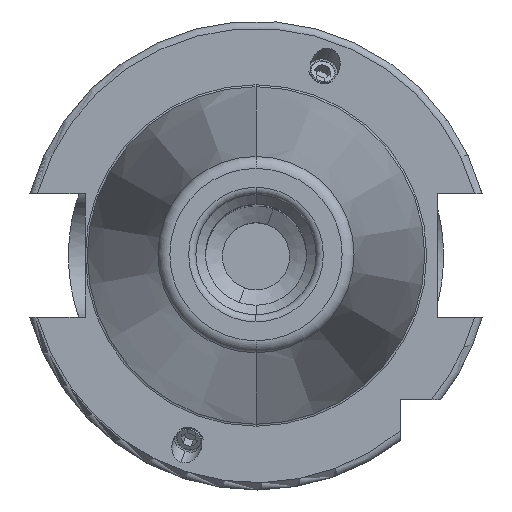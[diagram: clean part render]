
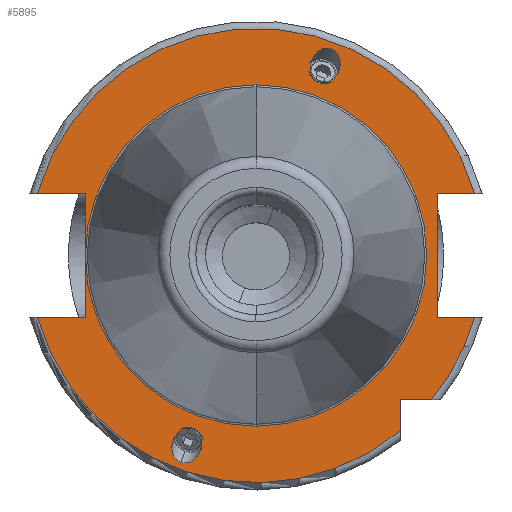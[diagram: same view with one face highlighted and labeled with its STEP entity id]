
A CAD part, top view. The second image highlights one B-rep face of the part: STEP entity #5895.
In plain terms, the highlighted planar face has unit normal (0, 0, 1).
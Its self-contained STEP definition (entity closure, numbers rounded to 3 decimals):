
#1169=CARTESIAN_POINT('',(0,0,15.9));
#1170=DIRECTION('',(0,0,-1));
#1171=DIRECTION('',(0,1,0));
#1172=AXIS2_PLACEMENT_3D('',#1169,#1170,#1171);
#1174=CARTESIAN_POINT('',(0,0,15.9));
#1175=DIRECTION('',(0,0,1));
#1176=DIRECTION('',(0,1,0));
#1177=AXIS2_PLACEMENT_3D('',#1174,#1175,#1176);
#1189=CARTESIAN_POINT('',(0,0,15.9));
#1190=DIRECTION('',(0,0,1));
#1191=DIRECTION('',(-1,0,0));
#1192=AXIS2_PLACEMENT_3D('',#1189,#1190,#1191);
#1194=DIRECTION('',(1,0,0));
#1195=VECTOR('',#1194,9.969);
#1196=CARTESIAN_POINT('',(-45.469,-12.85,15.9));
#1197=LINE('',#1196,#1195);
#1198=DIRECTION('',(0.,1,0));
#1199=VECTOR('',#1198,12.85);
#1200=CARTESIAN_POINT('',(-35.5,-12.85,15.9));
#1201=LINE('',#1200,#1199);
#1202=DIRECTION('',(0.,1,0));
#1203=VECTOR('',#1202,12.85);
#1204=CARTESIAN_POINT('',(-35.5,0,15.9));
#1205=LINE('',#1204,#1203);
#1206=DIRECTION('',(1,0,0));
#1207=VECTOR('',#1206,9.969);
#1208=CARTESIAN_POINT('',(-45.469,12.85,15.9));
#1209=LINE('',#1208,#1207);
#1210=DIRECTION('',(-1,0,0));
#1211=VECTOR('',#1210,7.769);
#1212=CARTESIAN_POINT('',(45.469,12.85,15.9));
#1213=LINE('',#1212,#1211);
#1214=DIRECTION('',(0,-1,0));
#1215=VECTOR('',#1214,25.7);
#1216=CARTESIAN_POINT('',(37.7,12.85,15.9));
#1217=LINE('',#1216,#1215);
#1218=DIRECTION('',(-1,0,0));
#1219=VECTOR('',#1218,7.769);
#1220=CARTESIAN_POINT('',(45.469,-12.85,15.9));
#1221=LINE('',#1220,#1219);
#1222=CARTESIAN_POINT('',(0,0,15.9));
#1223=DIRECTION('',(0,0,1));
#1224=DIRECTION('',(0.773,-0.635,0));
#1225=AXIS2_PLACEMENT_3D('',#1222,#1223,#1224);
#1227=DIRECTION('',(-1,0,0));
#1228=VECTOR('',#1227,6.504);
#1229=CARTESIAN_POINT('',(36.504,-30,15.9));
#1230=LINE('',#1229,#1228);
#1231=DIRECTION('',(0,1,0));
#1232=VECTOR('',#1231,6.504);
#1233=CARTESIAN_POINT('',(30,-36.504,15.9));
#1234=LINE('',#1233,#1232);
#1235=CARTESIAN_POINT('',(15.638,42.966,15.9));
#1236=CARTESIAN_POINT('',(15.301,43.089,15.9));
#1237=CARTESIAN_POINT('',(14.517,43.205,15.9));
#1238=CARTESIAN_POINT('',(13.205,42.774,15.9));
#1239=CARTESIAN_POINT('',(12.281,41.938,15.9));
#1240=CARTESIAN_POINT('',(11.759,41.131,15.9));
#1241=CARTESIAN_POINT('',(11.484,40.516,15.9));
#1242=CARTESIAN_POINT('',(11.299,39.867,15.9));
#1243=CARTESIAN_POINT('',(11.18,38.913,15.9));
#1244=CARTESIAN_POINT('',(11.35,37.679,15.9));
#1245=CARTESIAN_POINT('',(12.078,36.506,15.9));
#1246=CARTESIAN_POINT('',(12.754,36.091,15.9));
#1247=CARTESIAN_POINT('',(13.091,35.968,15.9));
#1249=CARTESIAN_POINT('',(13.091,35.968,15.9));
#1250=CARTESIAN_POINT('',(13.429,35.845,15.9));
#1251=CARTESIAN_POINT('',(14.213,35.729,15.9));
#1252=CARTESIAN_POINT('',(15.525,36.16,15.9));
#1253=CARTESIAN_POINT('',(16.448,36.996,15.9));
#1254=CARTESIAN_POINT('',(16.971,37.803,15.9));
#1255=CARTESIAN_POINT('',(17.246,38.418,15.9));
#1256=CARTESIAN_POINT('',(17.431,39.067,15.9));
#1257=CARTESIAN_POINT('',(17.549,40.021,15.9));
#1258=CARTESIAN_POINT('',(17.379,41.255,15.9));
#1259=CARTESIAN_POINT('',(16.651,42.428,15.9));
#1260=CARTESIAN_POINT('',(15.976,42.843,15.9));
#1261=CARTESIAN_POINT('',(15.638,42.966,15.9));
#1263=CARTESIAN_POINT('',(-15.638,-42.966,15.9));
#1264=CARTESIAN_POINT('',(-15.976,-42.843,15.9));
#1265=CARTESIAN_POINT('',(-16.651,-42.428,15.9));
#1266=CARTESIAN_POINT('',(-17.379,-41.255,15.9));
#1267=CARTESIAN_POINT('',(-17.549,-40.021,15.9));
#1268=CARTESIAN_POINT('',(-17.431,-39.067,15.9));
#1269=CARTESIAN_POINT('',(-17.246,-38.418,15.9));
#1270=CARTESIAN_POINT('',(-16.971,-37.803,15.9));
#1271=CARTESIAN_POINT('',(-16.448,-36.996,15.9));
#1272=CARTESIAN_POINT('',(-15.525,-36.16,15.9));
#1273=CARTESIAN_POINT('',(-14.213,-35.729,15.9));
#1274=CARTESIAN_POINT('',(-13.429,-35.845,15.9));
#1275=CARTESIAN_POINT('',(-13.091,-35.968,15.9));
#1277=CARTESIAN_POINT('',(-13.091,-35.968,15.9));
#1278=CARTESIAN_POINT('',(-12.754,-36.091,15.9));
#1279=CARTESIAN_POINT('',(-12.078,-36.506,15.9));
#1280=CARTESIAN_POINT('',(-11.35,-37.679,15.9));
#1281=CARTESIAN_POINT('',(-11.18,-38.913,15.9));
#1282=CARTESIAN_POINT('',(-11.299,-39.867,15.9));
#1283=CARTESIAN_POINT('',(-11.484,-40.516,15.9));
#1284=CARTESIAN_POINT('',(-11.759,-41.131,15.9));
#1285=CARTESIAN_POINT('',(-12.281,-41.938,15.9));
#1286=CARTESIAN_POINT('',(-13.205,-42.774,15.9));
#1287=CARTESIAN_POINT('',(-14.517,-43.205,15.9));
#1288=CARTESIAN_POINT('',(-15.301,-43.089,15.9));
#1289=CARTESIAN_POINT('',(-15.638,-42.966,15.9));
#1833=CARTESIAN_POINT('',(0,0,15.9));
#1834=DIRECTION('',(0,0,1));
#1835=DIRECTION('',(0.962,0.272,0));
#1836=AXIS2_PLACEMENT_3D('',#1833,#1834,#1835);
#1884=CARTESIAN_POINT('',(0,0,15.9));
#1885=DIRECTION('',(0,0,1));
#1886=DIRECTION('',(-0.962,-0.272,0));
#1887=AXIS2_PLACEMENT_3D('',#1884,#1885,#1886);
#3884=CARTESIAN_POINT('',(0,35.5,15.9));
#3886=VERTEX_POINT('',#3884);
#3906=CARTESIAN_POINT('',(0,-35.5,15.9));
#3908=VERTEX_POINT('',#3906);
#4046=CARTESIAN_POINT('',(-45.469,-12.85,15.9));
#4047=CARTESIAN_POINT('',(-35.5,-12.85,15.9));
#4048=VERTEX_POINT('',#4046);
#4049=VERTEX_POINT('',#4047);
#4050=CARTESIAN_POINT('',(-35.5,0,15.9));
#4051=VERTEX_POINT('',#4050);
#4052=CARTESIAN_POINT('',(-35.5,12.85,15.9));
#4053=VERTEX_POINT('',#4052);
#4054=CARTESIAN_POINT('',(-45.469,12.85,15.9));
#4055=VERTEX_POINT('',#4054);
#4056=CARTESIAN_POINT('',(37.7,12.85,15.9));
#4057=CARTESIAN_POINT('',(37.7,-12.85,15.9));
#4058=VERTEX_POINT('',#4056);
#4059=VERTEX_POINT('',#4057);
#4060=CARTESIAN_POINT('',(45.469,-12.85,15.9));
#4061=VERTEX_POINT('',#4060);
#4062=CARTESIAN_POINT('',(45.469,12.85,15.9));
#4063=VERTEX_POINT('',#4062);
#4064=CARTESIAN_POINT('',(30,-36.504,15.9));
#4065=CARTESIAN_POINT('',(30,-30,15.9));
#4066=VERTEX_POINT('',#4064);
#4067=VERTEX_POINT('',#4065);
#4068=CARTESIAN_POINT('',(36.504,-30,15.9));
#4069=VERTEX_POINT('',#4068);
#4116=VERTEX_POINT('',#1235);
#4117=VERTEX_POINT('',#1247);
#4157=CARTESIAN_POINT('',(-15.638,-42.966,15.9));
#4159=VERTEX_POINT('',#4157);
#4160=CARTESIAN_POINT('',(-13.091,-35.968,15.9));
#4161=VERTEX_POINT('',#4160);
#5849=CARTESIAN_POINT('',(0,0,15.9));
#5850=DIRECTION('',(0,0,-1));
#5851=DIRECTION('',(0,-1,0));
#5852=AXIS2_PLACEMENT_3D('',#5849,#5850,#5851);
#5853=PLANE('',#5852);
#5855=ORIENTED_EDGE('',*,*,#5854,.T.);
#5857=ORIENTED_EDGE('',*,*,#5856,.T.);
#5858=ORIENTED_EDGE('',*,*,#5844,.T.);
#5859=ORIENTED_EDGE('',*,*,#5826,.F.);
#5860=ORIENTED_EDGE('',*,*,#5839,.T.);
#5862=ORIENTED_EDGE('',*,*,#5861,.T.);
#5864=ORIENTED_EDGE('',*,*,#5863,.F.);
#5866=ORIENTED_EDGE('',*,*,#5865,.F.);
#5868=ORIENTED_EDGE('',*,*,#5867,.T.);
#5870=ORIENTED_EDGE('',*,*,#5869,.T.);
#5872=ORIENTED_EDGE('',*,*,#5871,.F.);
#5874=ORIENTED_EDGE('',*,*,#5873,.F.);
#5876=ORIENTED_EDGE('',*,*,#5875,.T.);
#5878=ORIENTED_EDGE('',*,*,#5877,.F.);
#5880=ORIENTED_EDGE('',*,*,#5879,.F.);
#5881=EDGE_LOOP('',(#5855,#5857,#5858,#5859,#5860,#5862,#5864,#5866,#5868,#5870,
#5872,#5874,#5876,#5878,#5880));
#5882=FACE_OUTER_BOUND('',#5881,.F.);
#5884=ORIENTED_EDGE('',*,*,#5883,.T.);
#5886=ORIENTED_EDGE('',*,*,#5885,.T.);
#5887=EDGE_LOOP('',(#5884,#5886));
#5888=FACE_BOUND('',#5887,.F.);
#5890=ORIENTED_EDGE('',*,*,#5889,.F.);
#5892=ORIENTED_EDGE('',*,*,#5891,.F.);
#5893=EDGE_LOOP('',(#5890,#5892));
#5894=FACE_BOUND('',#5893,.F.);
#5895=ADVANCED_FACE('',(#5882,#5888,#5894),#5853,.F.);
#1173=CIRCLE('',#1172,35.5);
#1178=CIRCLE('',#1177,35.5);
#1193=CIRCLE('',#1192,35.5);
#1226=CIRCLE('',#1225,47.25);
#1248=B_SPLINE_CURVE_WITH_KNOTS('',3,(#1235,#1236,#1237,#1238,#1239,#1240,#1241,
#1242,#1243,#1244,#1245,#1246,#1247),.UNSPECIFIED.,.F.,.F.,(4,1,1,1,1,1,1,1,1,1,
4),(0,0.125,0.25,0.375,0.438,0.5,0.563,0.625,0.75,0.875,
1.0),.UNSPECIFIED.);
#1262=B_SPLINE_CURVE_WITH_KNOTS('',3,(#1249,#1250,#1251,#1252,#1253,#1254,#1255,
#1256,#1257,#1258,#1259,#1260,#1261),.UNSPECIFIED.,.F.,.F.,(4,1,1,1,1,1,1,1,1,1,
4),(0,0.125,0.25,0.375,0.438,0.5,0.563,0.625,0.75,0.875,
1.0),.UNSPECIFIED.);
#1276=B_SPLINE_CURVE_WITH_KNOTS('',3,(#1263,#1264,#1265,#1266,#1267,#1268,#1269,
#1270,#1271,#1272,#1273,#1274,#1275),.UNSPECIFIED.,.F.,.F.,(4,1,1,1,1,1,1,1,1,1,
4),(0,0.125,0.25,0.375,0.438,0.5,0.563,0.625,0.75,0.875,
1.0),.UNSPECIFIED.);
#1290=B_SPLINE_CURVE_WITH_KNOTS('',3,(#1277,#1278,#1279,#1280,#1281,#1282,#1283,
#1284,#1285,#1286,#1287,#1288,#1289),.UNSPECIFIED.,.F.,.F.,(4,1,1,1,1,1,1,1,1,1,
4),(0,0.125,0.25,0.375,0.438,0.5,0.563,0.625,0.75,0.875,
1.0),.UNSPECIFIED.);
#1837=CIRCLE('',#1836,47.25);
#1888=CIRCLE('',#1887,47.25);
#5826=EDGE_CURVE('',#3886,#3908,#1173,.T.);
#5839=EDGE_CURVE('',#3886,#4051,#1178,.T.);
#5844=EDGE_CURVE('',#4051,#3908,#1193,.T.);
#5854=EDGE_CURVE('',#4048,#4049,#1197,.T.);
#5856=EDGE_CURVE('',#4049,#4051,#1201,.T.);
#5861=EDGE_CURVE('',#4051,#4053,#1205,.T.);
#5863=EDGE_CURVE('',#4055,#4053,#1209,.T.);
#5865=EDGE_CURVE('',#4063,#4055,#1837,.T.);
#5867=EDGE_CURVE('',#4063,#4058,#1213,.T.);
#5869=EDGE_CURVE('',#4058,#4059,#1217,.T.);
#5871=EDGE_CURVE('',#4061,#4059,#1221,.T.);
#5873=EDGE_CURVE('',#4069,#4061,#1226,.T.);
#5875=EDGE_CURVE('',#4069,#4067,#1230,.T.);
#5877=EDGE_CURVE('',#4066,#4067,#1234,.T.);
#5879=EDGE_CURVE('',#4048,#4066,#1888,.T.);
#5883=EDGE_CURVE('',#4116,#4117,#1248,.T.);
#5885=EDGE_CURVE('',#4117,#4116,#1262,.T.);
#5889=EDGE_CURVE('',#4159,#4161,#1276,.T.);
#5891=EDGE_CURVE('',#4161,#4159,#1290,.T.);
